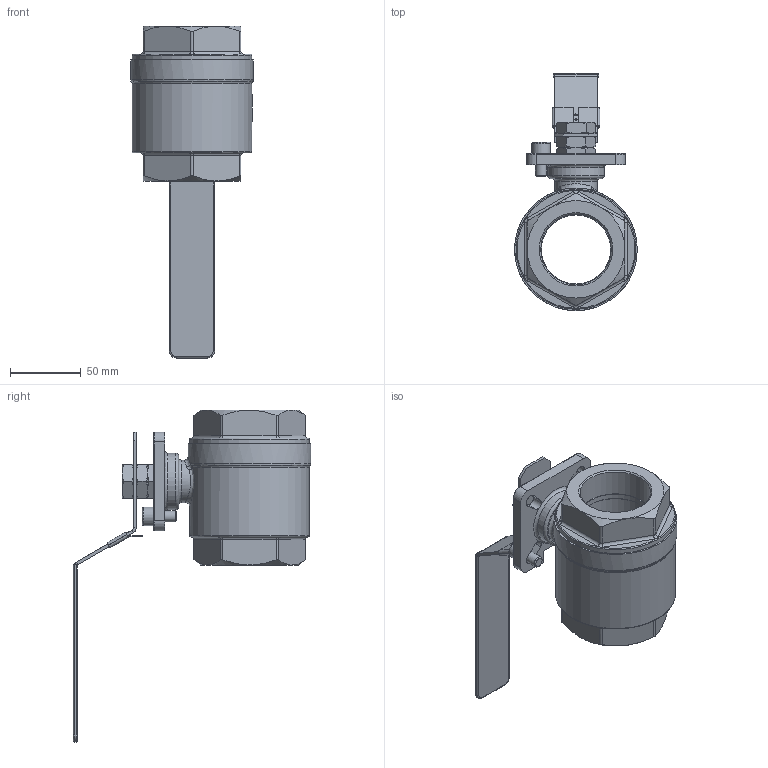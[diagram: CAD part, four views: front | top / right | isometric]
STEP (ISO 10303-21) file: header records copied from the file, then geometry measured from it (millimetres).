
FILE_DESCRIPTION(/* description */ (''),/* implementation_level */ '2;1');
FILE_NAME(/* name */ 'DN50_3D_STEP.stp',/* time_stamp */ '2024-03-21T17:54:11+03:00',/* author */ ('igorr'),/* organization */ (''),/* preprocessor_version */ 'ST-DEVELOPER v19.2',/* originating_system */ 'Autodesk Inventor 2023',/* authorisation */ '');
FILE_SCHEMA (('AUTOMOTIVE_DESIGN { 1 0 10303 214 3 1 1 }'));
Length unit declared in the file: millimetre
Products named in the file (6): Сборка; Деталь1; Деталь6; Деталь7; AS 1420 - 1973 - M8 x 16; BS 3692 - M16
Assembly tree (7 placements, depth 2):
  Сборка
    Деталь1
    Деталь6
    Деталь7
    AS 1420 - 1973 - M8 x 16
    BS 3692 - M16  x3
Bounding box: 87 x 168.5 x 235.43 mm (x, y, z)
Volume: 434582.7 mm3; surface area: 98329 mm2
Topology: 7 solids, 7 shells, 463 faces, 1142 edges, 709 vertices
Faces by surface type: plane 221, cylinder 110, bspline 54, cone 49, torus 29
Full cylindrical faces by diameter (mm): 1 x1, 5 x1, 8 x2, 13 x1, 13.835 x3, 30 x2, 40 x1, 49 x1, 50 x3, 85 x2, 87 x1
Entity records: 14416 total; most frequent: CARTESIAN_POINT 4153, ORIENTED_EDGE 2078, DIRECTION 1919, EDGE_CURVE 1039, AXIS2_PLACEMENT_3D 680, VERTEX_POINT 651, LINE 559, VECTOR 559
